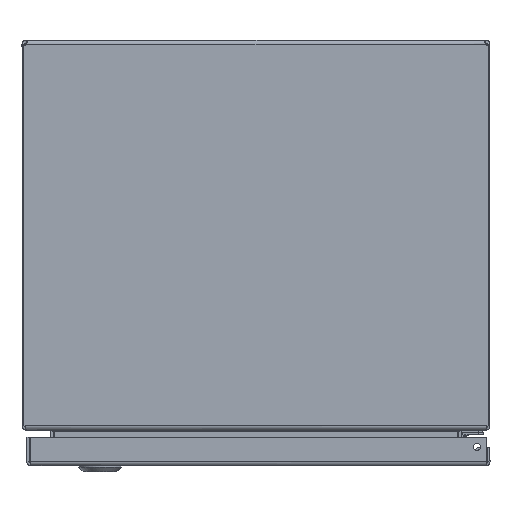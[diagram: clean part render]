
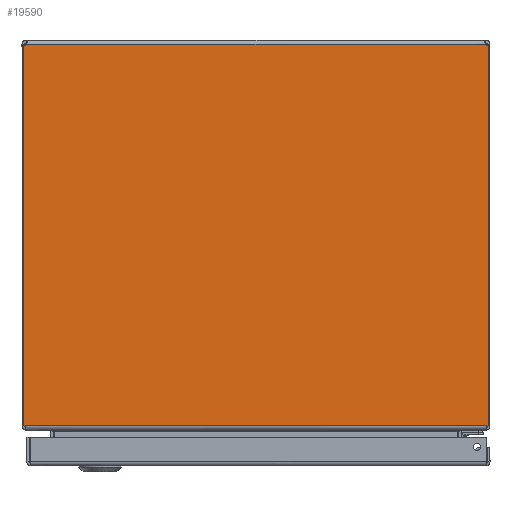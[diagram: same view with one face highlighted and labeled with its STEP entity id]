
A CAD part, front view. The second image highlights one B-rep face of the part: STEP entity #19590.
In plain terms, the highlighted planar face has unit normal (0, -1, 0).
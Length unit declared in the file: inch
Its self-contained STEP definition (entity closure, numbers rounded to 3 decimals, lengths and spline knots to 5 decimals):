
#18045=CARTESIAN_POINT('',(11.91495,0.,9.89475));
#18046=VERTEX_POINT('',#18045);
#18075=CARTESIAN_POINT('',(0.08505,0.,9.89475));
#18076=VERTEX_POINT('',#18075);
#18087=CARTESIAN_POINT('',(11.91495,0.,9.89475));
#18088=DIRECTION('',(-1.0,0.0,0.0));
#18089=VECTOR('',#18088,11.8299);
#18090=LINE('',#18087,#18089);
#18091=EDGE_CURVE('',#18046,#18076,#18090,.T.);
#18255=CARTESIAN_POINT('',(0.037,0.,9.89475));
#18256=VERTEX_POINT('',#18255);
#18263=CARTESIAN_POINT('',(0.08505,0.,9.89475));
#18264=DIRECTION('',(-1.0,0.0,0.0));
#18265=VECTOR('',#18264,0.04805);
#18266=LINE('',#18263,#18265);
#18267=EDGE_CURVE('',#18076,#18256,#18266,.T.);
#18278=CARTESIAN_POINT('',(11.963,0.,9.89475));
#18279=VERTEX_POINT('',#18278);
#18280=CARTESIAN_POINT('',(11.963,0.,9.89475));
#18281=DIRECTION('',(-1.0,0.0,0.0));
#18282=VECTOR('',#18281,0.04805);
#18283=LINE('',#18280,#18282);
#18284=EDGE_CURVE('',#18279,#18046,#18283,.T.);
#18309=CARTESIAN_POINT('',(11.963,0.,0.12745));
#18310=VERTEX_POINT('',#18309);
#18311=CARTESIAN_POINT('',(11.963,0.,9.89475));
#18312=DIRECTION('',(0.0,0.0,-1.0));
#18313=VECTOR('',#18312,9.7673);
#18314=LINE('',#18311,#18313);
#18315=EDGE_CURVE('',#18279,#18310,#18314,.T.);
#19522=CARTESIAN_POINT('',(0.11723,0.,0.10525));
#19523=VERTEX_POINT('',#19522);
#19530=CARTESIAN_POINT('',(0.037,0.,0.12745));
#19531=VERTEX_POINT('',#19530);
#19532=CARTESIAN_POINT('',(0.06211,0.,0.06211));
#19533=DIRECTION('',(0.0,1.0,0.0));
#19534=DIRECTION('',(1.0,0.0,0.0));
#19535=AXIS2_PLACEMENT_3D('',#19532,#19533,#19534);
#19536=CIRCLE('',#19535,0.07);
#19537=EDGE_CURVE('',#19531,#19523,#19536,.T.);
#19557=CARTESIAN_POINT('',(6.,0.,5.00948));
#19558=DIRECTION('',(0.0,1.0,0.0));
#19559=DIRECTION('',(1.0,0.0,0.0));
#19560=AXIS2_PLACEMENT_3D('',#19557,#19558,#19559);
#19561=PLANE('',#19560);
#19562=ORIENTED_EDGE('',*,*,#18284,.T.);
#19563=ORIENTED_EDGE('',*,*,#18091,.T.);
#19564=ORIENTED_EDGE('',*,*,#18267,.T.);
#19565=CARTESIAN_POINT('',(0.037,0.,0.12745));
#19566=DIRECTION('',(0.0,0.0,1.0));
#19567=VECTOR('',#19566,9.7673);
#19568=LINE('',#19565,#19567);
#19569=EDGE_CURVE('',#19531,#18256,#19568,.T.);
#19570=ORIENTED_EDGE('',*,*,#19569,.F.);
#19571=ORIENTED_EDGE('',*,*,#19537,.T.);
#19572=CARTESIAN_POINT('',(11.88277,0.,0.10525));
#19573=VERTEX_POINT('',#19572);
#19574=CARTESIAN_POINT('',(0.11723,0.,0.10525));
#19575=DIRECTION('',(1.0,0.0,0.0));
#19576=VECTOR('',#19575,11.76553);
#19577=LINE('',#19574,#19576);
#19578=EDGE_CURVE('',#19523,#19573,#19577,.T.);
#19579=ORIENTED_EDGE('',*,*,#19578,.T.);
#19580=CARTESIAN_POINT('',(11.93789,0.,0.06211));
#19581=DIRECTION('',(0.0,1.0,0.0));
#19582=DIRECTION('',(1.0,0.0,0.0));
#19583=AXIS2_PLACEMENT_3D('',#19580,#19581,#19582);
#19584=CIRCLE('',#19583,0.07);
#19585=EDGE_CURVE('',#19573,#18310,#19584,.T.);
#19586=ORIENTED_EDGE('',*,*,#19585,.T.);
#19587=ORIENTED_EDGE('',*,*,#18315,.F.);
#19588=EDGE_LOOP('',(#19562,#19563,#19564,#19570,#19571,#19579,#19586,#19587));
#19589=FACE_OUTER_BOUND('',#19588,.T.);
#19590=ADVANCED_FACE('',(#19589),#19561,.F.);
